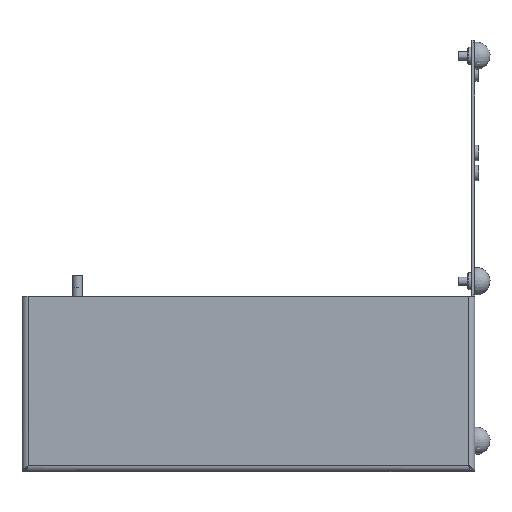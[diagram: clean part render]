
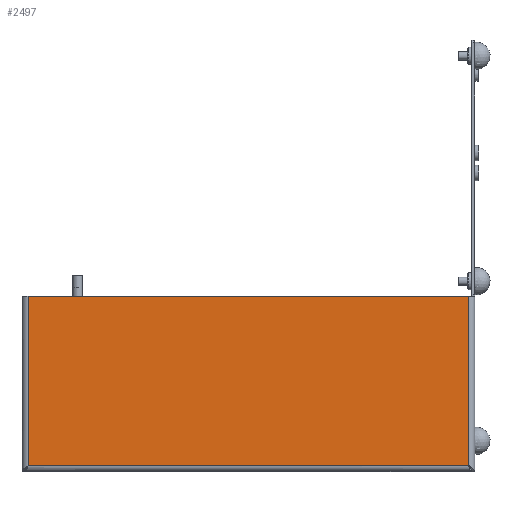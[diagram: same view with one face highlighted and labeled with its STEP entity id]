
A CAD part, left-side view. The second image highlights one B-rep face of the part: STEP entity #2497.
In plain terms, the highlighted planar face has unit normal (-1, 0, 0).
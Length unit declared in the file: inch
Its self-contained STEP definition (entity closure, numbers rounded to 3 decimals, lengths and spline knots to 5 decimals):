
#306 = ORIENTED_EDGE ( 'NONE', *, *, #2706, .T. ) ;
#1410 = EDGE_CURVE ( 'NONE', #6368, #4994, #6469, .T. ) ;
#2068 = CARTESIAN_POINT ( 'NONE',  ( -2.5, 0., 0. ) ) ;
#2145 = VECTOR ( 'NONE', #7903, 39.37008 ) ;
#2497 = ADVANCED_FACE ( 'NONE', ( #11346 ), #12486, .F. ) ;
#2706 = EDGE_CURVE ( 'NONE', #4875, #13754, #7755, .T. ) ;
#2857 = CARTESIAN_POINT ( 'NONE',  ( -2.5, 7.25, 2.85 ) ) ;
#3840 = AXIS2_PLACEMENT_3D ( 'NONE', #2068, #6716, #8060 ) ;
#4159 = DIRECTION ( 'NONE',  ( 0., -1., 0. ) ) ;
#4274 = CARTESIAN_POINT ( 'NONE',  ( -2.5, 7.25, 0.098 ) ) ;
#4324 = DIRECTION ( 'NONE',  ( 0., 0., -1. ) ) ;
#4681 = ORIENTED_EDGE ( 'NONE', *, *, #10882, .T. ) ;
#4875 = VERTEX_POINT ( 'NONE', #6671 ) ;
#4994 = VERTEX_POINT ( 'NONE', #8144 ) ;
#6148 = VECTOR ( 'NONE', #10876, 39.37008 ) ;
#6368 = VERTEX_POINT ( 'NONE', #4274 ) ;
#6469 = LINE ( 'NONE', #11096, #14001 ) ;
#6671 = CARTESIAN_POINT ( 'NONE',  ( -2.5, 0.098, 2.85 ) ) ;
#6716 = DIRECTION ( 'NONE',  ( 1., 0., 0. ) ) ;
#7755 = LINE ( 'NONE', #12671, #2145 ) ;
#7903 = DIRECTION ( 'NONE',  ( 0., 1., 0. ) ) ;
#7910 = VECTOR ( 'NONE', #4324, 39.37008 ) ;
#8060 = DIRECTION ( 'NONE',  ( 0., 1., 0. ) ) ;
#8063 = EDGE_LOOP ( 'NONE', ( #14978, #13372, #306, #4681 ) ) ;
#8144 = CARTESIAN_POINT ( 'NONE',  ( -2.5, 0.098, 0.098 ) ) ;
#8431 = LINE ( 'NONE', #9574, #6148 ) ;
#9574 = CARTESIAN_POINT ( 'NONE',  ( -2.5, 0.098, 0. ) ) ;
#10876 = DIRECTION ( 'NONE',  ( 0., 0., -1. ) ) ;
#10882 = EDGE_CURVE ( 'NONE', #13754, #6368, #13436, .T. ) ;
#11096 = CARTESIAN_POINT ( 'NONE',  ( -2.5, 7.25, 0.098 ) ) ;
#11346 = FACE_OUTER_BOUND ( 'NONE', #8063, .T. ) ;
#12486 = PLANE ( 'NONE',  #3840 ) ;
#12671 = CARTESIAN_POINT ( 'NONE',  ( -2.5, 0., 2.85 ) ) ;
#13123 = EDGE_CURVE ( 'NONE', #4875, #4994, #8431, .T. ) ;
#13372 = ORIENTED_EDGE ( 'NONE', *, *, #13123, .F. ) ;
#13436 = LINE ( 'NONE', #13585, #7910 ) ;
#13585 = CARTESIAN_POINT ( 'NONE',  ( -2.5, 7.25, 2.85 ) ) ;
#13754 = VERTEX_POINT ( 'NONE', #2857 ) ;
#14001 = VECTOR ( 'NONE', #4159, 39.37008 ) ;
#14978 = ORIENTED_EDGE ( 'NONE', *, *, #1410, .T. ) ;
